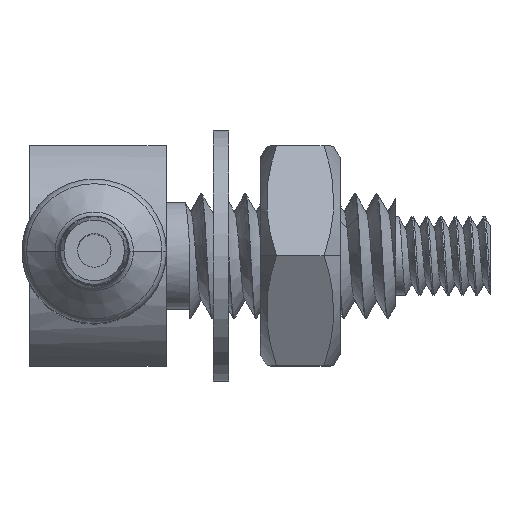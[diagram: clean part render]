
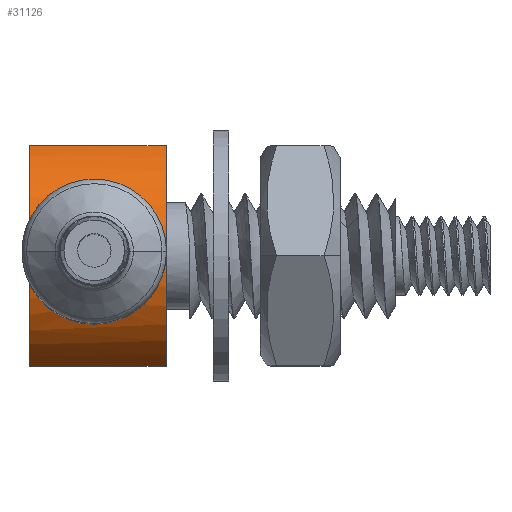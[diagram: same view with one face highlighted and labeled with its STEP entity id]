
A CAD part, top view. The second image highlights one B-rep face of the part: STEP entity #31126.
In plain terms, the highlighted cylindrical face has radius 3.962 mm (diameter 7.925 mm), a partial arc.
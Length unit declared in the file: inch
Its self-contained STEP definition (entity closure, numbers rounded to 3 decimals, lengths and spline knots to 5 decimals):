
#28731=CARTESIAN_POINT('',(0.,0.,-0.03));
#28732=DIRECTION('',(0.,0.,-1.));
#28733=DIRECTION('',(0.466,0.885,0.));
#28734=AXIS2_PLACEMENT_3D('',#28731,#28732,#28733);
#28782=CARTESIAN_POINT('',(0.15289,0.031,-0.17427));
#28783=CARTESIAN_POINT('',(0.15218,0.03449,
-0.17227));
#28784=CARTESIAN_POINT('',(0.15062,0.04097,
-0.1677));
#28785=CARTESIAN_POINT('',(0.14803,0.04943,
-0.15889));
#28786=CARTESIAN_POINT('',(0.14567,0.05591,
-0.14876));
#28787=CARTESIAN_POINT('',(0.14391,0.06026,
-0.13788));
#28788=CARTESIAN_POINT('',(0.14294,0.06248,
-0.12669));
#28789=CARTESIAN_POINT('',(0.14286,0.06267,
-0.11543));
#28790=CARTESIAN_POINT('',(0.14366,0.06084,
-0.10422));
#28791=CARTESIAN_POINT('',(0.14529,0.0569,
-0.09326));
#28792=CARTESIAN_POINT('',(0.14756,0.05081,
-0.08294));
#28793=CARTESIAN_POINT('',(0.15013,0.04272,
-0.07384));
#28794=CARTESIAN_POINT('',(0.15257,0.03309,
-0.06653));
#28795=CARTESIAN_POINT('',(0.1545,0.02248,
-0.0613));
#28796=CARTESIAN_POINT('',(0.15572,0.01135,
-0.05819));
#28797=CARTESIAN_POINT('',(0.15614,0.,
-0.05716));
#28798=CARTESIAN_POINT('',(0.15572,-0.01135,
-0.05819));
#28799=CARTESIAN_POINT('',(0.1545,-0.02248,
-0.0613));
#28800=CARTESIAN_POINT('',(0.15257,-0.03309,
-0.06653));
#28801=CARTESIAN_POINT('',(0.15013,-0.04272,
-0.07384));
#28802=CARTESIAN_POINT('',(0.14756,-0.05081,
-0.08294));
#28803=CARTESIAN_POINT('',(0.14529,-0.0569,
-0.09326));
#28804=CARTESIAN_POINT('',(0.14366,-0.06084,
-0.10422));
#28805=CARTESIAN_POINT('',(0.14286,-0.06267,
-0.11543));
#28806=CARTESIAN_POINT('',(0.14294,-0.06248,
-0.12669));
#28807=CARTESIAN_POINT('',(0.14391,-0.06026,
-0.13788));
#28808=CARTESIAN_POINT('',(0.14567,-0.05591,
-0.14876));
#28809=CARTESIAN_POINT('',(0.14803,-0.04943,
-0.15889));
#28810=CARTESIAN_POINT('',(0.15062,-0.04097,
-0.1677));
#28811=CARTESIAN_POINT('',(0.15218,-0.03449,
-0.17227));
#28812=CARTESIAN_POINT('',(0.15289,-0.031,-0.17427));
#28814=DIRECTION('',(0.,0.,1.));
#28815=VECTOR('',#28814,0.02673);
#28816=CARTESIAN_POINT('',(0.15289,-0.031,-0.201));
#28817=LINE('',#28816,#28815);
#28818=CARTESIAN_POINT('',(0.,0.,-0.201));
#28819=DIRECTION('',(0.,0.,-1.));
#28820=DIRECTION('',(0.98,-0.199,0.));
#28821=AXIS2_PLACEMENT_3D('',#28818,#28819,#28820);
#28823=DIRECTION('',(0.,0.,1.));
#28824=VECTOR('',#28823,0.171);
#28825=CARTESIAN_POINT('',(0.07275,-0.138,-0.201));
#28826=LINE('',#28825,#28824);
#28827=DIRECTION('',(0.,0.,1.));
#28828=VECTOR('',#28827,0.171);
#28829=CARTESIAN_POINT('',(0.07275,0.138,-0.201));
#28830=LINE('',#28829,#28828);
#28831=CARTESIAN_POINT('',(0.,0.,-0.201));
#28832=DIRECTION('',(0.,0.,-1.));
#28833=DIRECTION('',(0.466,0.885,0.));
#28834=AXIS2_PLACEMENT_3D('',#28831,#28832,#28833);
#28836=DIRECTION('',(0.,0.,1.));
#28837=VECTOR('',#28836,0.02673);
#28838=CARTESIAN_POINT('',(0.15289,0.031,-0.201));
#28839=LINE('',#28838,#28837);
#29641=CARTESIAN_POINT('',(0.07275,0.138,-0.201));
#29643=VERTEX_POINT('',#29641);
#29644=CARTESIAN_POINT('',(0.07275,-0.138,-0.201));
#29646=VERTEX_POINT('',#29644);
#29652=CARTESIAN_POINT('',(0.07275,0.138,-0.03));
#29653=VERTEX_POINT('',#29652);
#29654=CARTESIAN_POINT('',(0.07275,-0.138,-0.03));
#29655=VERTEX_POINT('',#29654);
#29666=CARTESIAN_POINT('',(0.15289,-0.031,-0.201));
#29667=VERTEX_POINT('',#29666);
#29668=CARTESIAN_POINT('',(0.15289,0.031,-0.201));
#29669=VERTEX_POINT('',#29668);
#29670=VERTEX_POINT('',#28782);
#29671=VERTEX_POINT('',#28812);
#31109=CARTESIAN_POINT('',(0.,0.,-0.22985));
#31110=DIRECTION('',(0.,0.,1.));
#31111=DIRECTION('',(0.,1.,0.));
#31112=AXIS2_PLACEMENT_3D('',#31109,#31110,#31111);
#31113=CYLINDRICAL_SURFACE('',#31112,0.156);
#31114=ORIENTED_EDGE('',*,*,#29784,.T.);
#31115=ORIENTED_EDGE('',*,*,#31102,.F.);
#31116=ORIENTED_EDGE('',*,*,#31075,.T.);
#31118=ORIENTED_EDGE('',*,*,#31117,.T.);
#31119=ORIENTED_EDGE('',*,*,#31031,.F.);
#31120=ORIENTED_EDGE('',*,*,#31051,.F.);
#31121=ORIENTED_EDGE('',*,*,#31068,.T.);
#31123=ORIENTED_EDGE('',*,*,#31122,.T.);
#31124=EDGE_LOOP('',(#31114,#31115,#31116,#31118,#31119,#31120,#31121,#31123));
#31125=FACE_OUTER_BOUND('',#31124,.F.);
#31126=ADVANCED_FACE('',(#31125),#31113,.T.);
#28735=CIRCLE('',#28734,0.156);
#28813=B_SPLINE_CURVE_WITH_KNOTS('',3,(#28782,#28783,#28784,#28785,#28786,
#28787,#28788,#28789,#28790,#28791,#28792,#28793,#28794,#28795,#28796,#28797,
#28798,#28799,#28800,#28801,#28802,#28803,#28804,#28805,#28806,#28807,#28808,
#28809,#28810,#28811,#28812),.UNSPECIFIED.,.F.,.F.,(4,1,1,1,1,1,1,1,1,1,1,1,1,1,
1,1,1,1,1,1,1,1,1,1,1,1,1,1,4),(0.,0.03571,0.07143,
0.10714,0.14286,0.17857,0.21429,0.25,
0.28571,0.32143,0.35714,0.39286,
0.42857,0.46429,0.5,0.53571,0.57143,
0.60714,0.64286,0.67857,0.71429,0.75,
0.78571,0.82143,0.85714,0.89286,
0.92857,0.96429,1.),.UNSPECIFIED.);
#28822=CIRCLE('',#28821,0.156);
#28835=CIRCLE('',#28834,0.156);
#29784=EDGE_CURVE('',#29670,#29671,#28813,.T.);
#31031=EDGE_CURVE('',#29653,#29655,#28735,.T.);
#31051=EDGE_CURVE('',#29643,#29653,#28830,.T.);
#31068=EDGE_CURVE('',#29643,#29669,#28835,.T.);
#31075=EDGE_CURVE('',#29667,#29646,#28822,.T.);
#31102=EDGE_CURVE('',#29667,#29671,#28817,.T.);
#31117=EDGE_CURVE('',#29646,#29655,#28826,.T.);
#31122=EDGE_CURVE('',#29669,#29670,#28839,.T.);
